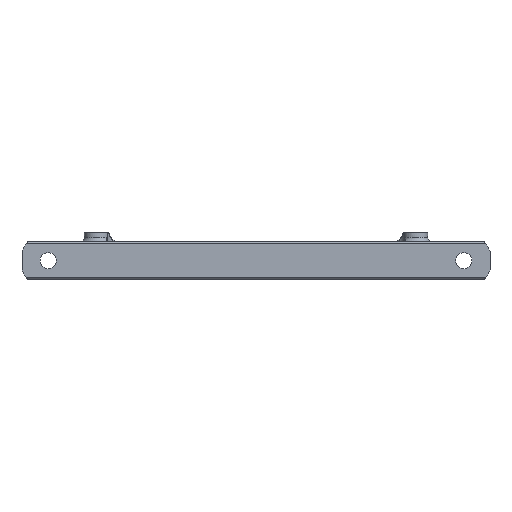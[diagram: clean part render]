
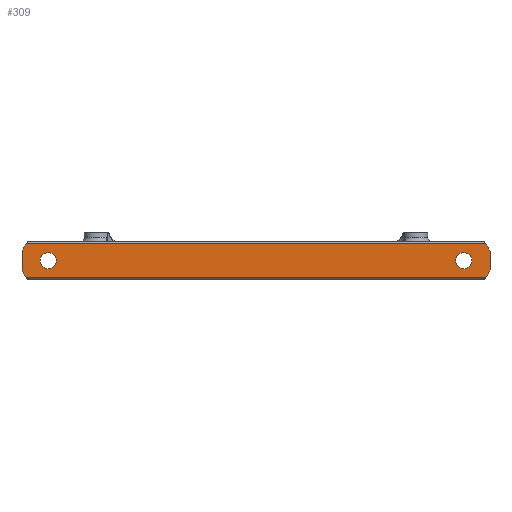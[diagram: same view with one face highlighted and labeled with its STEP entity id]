
A CAD part, front view. The second image highlights one B-rep face of the part: STEP entity #309.
In plain terms, the highlighted planar face has unit normal (0, -1, 0).
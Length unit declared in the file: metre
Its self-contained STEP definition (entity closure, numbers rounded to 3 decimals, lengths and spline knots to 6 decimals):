
#309 = ADVANCED_FACE( '', ( #738, #739, #740 ), #741, .F. );
#738 = FACE_BOUND( '', #1595, .T. );
#739 = FACE_BOUND( '', #1596, .T. );
#740 = FACE_OUTER_BOUND( '', #1597, .T. );
#741 = PLANE( '', #1598 );
#1595 = EDGE_LOOP( '', ( #3056 ) );
#1596 = EDGE_LOOP( '', ( #3057 ) );
#1597 = EDGE_LOOP( '', ( #3058, #3059, #3060, #3061, #3062, #3063, #3064, #3065 ) );
#1598 = AXIS2_PLACEMENT_3D( '', #3066, #3067, #3068 );
#3056 = ORIENTED_EDGE( '', *, *, #4318, .F. );
#3057 = ORIENTED_EDGE( '', *, *, #4319, .T. );
#3058 = ORIENTED_EDGE( '', *, *, #4223, .F. );
#3059 = ORIENTED_EDGE( '', *, *, #4320, .T. );
#3060 = ORIENTED_EDGE( '', *, *, #4321, .T. );
#3061 = ORIENTED_EDGE( '', *, *, #4322, .F. );
#3062 = ORIENTED_EDGE( '', *, *, #4323, .T. );
#3063 = ORIENTED_EDGE( '', *, *, #4324, .T. );
#3064 = ORIENTED_EDGE( '', *, *, #4061, .F. );
#3065 = ORIENTED_EDGE( '', *, *, #4325, .T. );
#3066 = CARTESIAN_POINT( '', ( -0.037509, -0.044985, 0.012 ) );
#3067 = DIRECTION( '', ( 0., 1., 0. ) );
#3068 = DIRECTION( '', ( 0., 0., 1. ) );
#4061 = EDGE_CURVE( '', #4696, #4697, #4698, .T. );
#4223 = EDGE_CURVE( '', #4970, #4972, #4973, .T. );
#4318 = EDGE_CURVE( '', #5112, #5112, #5113, .F. );
#4319 = EDGE_CURVE( '', #5114, #5114, #5115, .T. );
#4320 = EDGE_CURVE( '', #4970, #5116, #5117, .T. );
#4321 = EDGE_CURVE( '', #5116, #5118, #5119, .F. );
#4322 = EDGE_CURVE( '', #5120, #5118, #5121, .T. );
#4323 = EDGE_CURVE( '', #5120, #5122, #5123, .F. );
#4324 = EDGE_CURVE( '', #5122, #4697, #5124, .T. );
#4325 = EDGE_CURVE( '', #4696, #4972, #5125, .T. );
#4696 = VERTEX_POINT( '', #5709 );
#4697 = VERTEX_POINT( '', #5710 );
#4698 = CIRCLE( '', #5711, 0.008875 );
#4970 = VERTEX_POINT( '', #6265 );
#4972 = VERTEX_POINT( '', #6267 );
#4973 = CIRCLE( '', #6268, 0.008875 );
#5112 = VERTEX_POINT( '', #6738 );
#5113 = CIRCLE( '', #6739, 0.00258 );
#5114 = VERTEX_POINT( '', #6740 );
#5115 = CIRCLE( '', #6741, 0.00258 );
#5116 = VERTEX_POINT( '', #6742 );
#5117 = LINE( '', #6743, #6744 );
#5118 = VERTEX_POINT( '', #6745 );
#5119 = CIRCLE( '', #6746, 0.008875 );
#5120 = VERTEX_POINT( '', #6747 );
#5121 = LINE( '', #6748, #6749 );
#5122 = VERTEX_POINT( '', #6750 );
#5123 = CIRCLE( '', #6751, 0.008875 );
#5124 = LINE( '', #6752, #6753 );
#5125 = LINE( '', #6754, #6755 );
#5709 = CARTESIAN_POINT( '', ( -0.075018, -0.044985, 0.008937 ) );
#5710 = CARTESIAN_POINT( '', ( -0.073608, -0.044985, 0.0115 ) );
#5711 = AXIS2_PLACEMENT_3D( '', #7441, #7442, #7443 );
#6265 = CARTESIAN_POINT( '', ( -0.073608, -0.044985, 0.0005 ) );
#6267 = CARTESIAN_POINT( '', ( -0.075018, -0.044985, 0.003063 ) );
#6268 = AXIS2_PLACEMENT_3D( '', #7674, #7675, #7676 );
#6738 = CARTESIAN_POINT( '', ( 0.066643, -0.044985, 0.00858 ) );
#6739 = AXIS2_PLACEMENT_3D( '', #7743, #7744, #7745 );
#6740 = CARTESIAN_POINT( '', ( -0.066643, -0.044985, 0.00858 ) );
#6741 = AXIS2_PLACEMENT_3D( '', #7746, #7747, #7748 );
#6742 = CARTESIAN_POINT( '', ( 0.073608, -0.044985, 0.0005 ) );
#6743 = CARTESIAN_POINT( '', ( -0.037509, -0.044985, 0.0005 ) );
#6744 = VECTOR( '', #7749, 1. );
#6745 = CARTESIAN_POINT( '', ( 0.075018, -0.044985, 0.003063 ) );
#6746 = AXIS2_PLACEMENT_3D( '', #7750, #7751, #7752 );
#6747 = CARTESIAN_POINT( '', ( 0.075018, -0.044985, 0.008937 ) );
#6748 = CARTESIAN_POINT( '', ( 0.075018, -0.044985, 0.012 ) );
#6749 = VECTOR( '', #7753, 1. );
#6750 = CARTESIAN_POINT( '', ( 0.073608, -0.044985, 0.0115 ) );
#6751 = AXIS2_PLACEMENT_3D( '', #7754, #7755, #7756 );
#6752 = CARTESIAN_POINT( '', ( -0.073182, -0.044985, 0.0115 ) );
#6753 = VECTOR( '', #7757, 1. );
#6754 = CARTESIAN_POINT( '', ( -0.075018, -0.044985, 0.012 ) );
#6755 = VECTOR( '', #7758, 1. );
#7441 = CARTESIAN_POINT( '', ( -0.066643, -0.044985, 0.006 ) );
#7442 = DIRECTION( '', ( 0., 1., 0. ) );
#7443 = DIRECTION( '', ( 0., 0., 1. ) );
#7674 = CARTESIAN_POINT( '', ( -0.066643, -0.044985, 0.006 ) );
#7675 = DIRECTION( '', ( 0., 1., 0. ) );
#7676 = DIRECTION( '', ( 0., 0., 1. ) );
#7743 = CARTESIAN_POINT( '', ( 0.066643, -0.044985, 0.006 ) );
#7744 = DIRECTION( '', ( 0., 1., 0. ) );
#7745 = DIRECTION( '', ( 0., 0., 1. ) );
#7746 = CARTESIAN_POINT( '', ( -0.066643, -0.044985, 0.006 ) );
#7747 = DIRECTION( '', ( 0., 1., 0. ) );
#7748 = DIRECTION( '', ( 0., 0., 1. ) );
#7749 = DIRECTION( '', ( 1., 0., 0. ) );
#7750 = CARTESIAN_POINT( '', ( 0.066643, -0.044985, 0.006 ) );
#7751 = DIRECTION( '', ( 0., 1., 0. ) );
#7752 = DIRECTION( '', ( 0., 0., 1. ) );
#7753 = DIRECTION( '', ( 0., 0., -1. ) );
#7754 = CARTESIAN_POINT( '', ( 0.066643, -0.044985, 0.006 ) );
#7755 = DIRECTION( '', ( 0., 1., 0. ) );
#7756 = DIRECTION( '', ( 0., 0., 1. ) );
#7757 = DIRECTION( '', ( -1., 0., 0. ) );
#7758 = DIRECTION( '', ( 0., 0., -1. ) );
